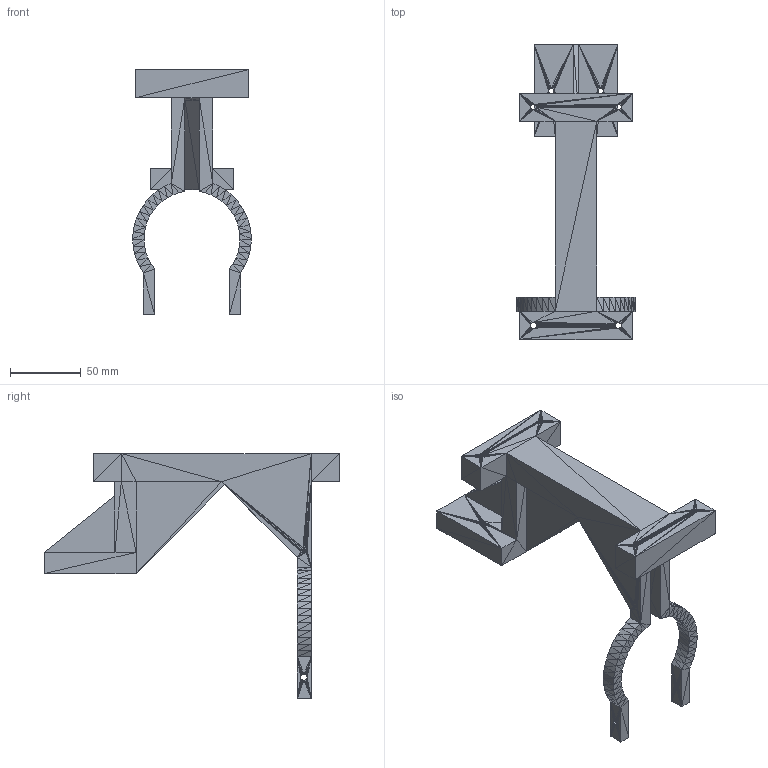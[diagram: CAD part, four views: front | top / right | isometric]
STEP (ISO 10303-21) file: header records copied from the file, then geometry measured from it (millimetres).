
FILE_DESCRIPTION((''),'2;1');
FILE_NAME('Flask Mount_sldprt', '2025-07-08T01:48:54', (''), (''), 'ImageToStl.com STEP Converter','', '');
FILE_SCHEMA(('AUTOMOTIVE_DESIGN_CC2'));
Length unit declared in the file: metre
Products named in the file (1): product0
Bounding box: 83.98 x 209.11 x 173.52 mm (x, y, z)
Surface area: 66318.2 mm2 (no closed solid volume)
Topology: 0 solids, 1242 shells, 1242 faces, 3726 edges, 607 vertices
Faces by surface type: plane 1242
Entity records: 28566 total; most frequent: DIRECTION 6212, ORIENTED_EDGE 3726, EDGE_CURVE 3726, LINE 3726, VECTOR 3726, AXIS2_PLACEMENT_3D 1243, FACE_SURFACE 1242, PLANE 1242
